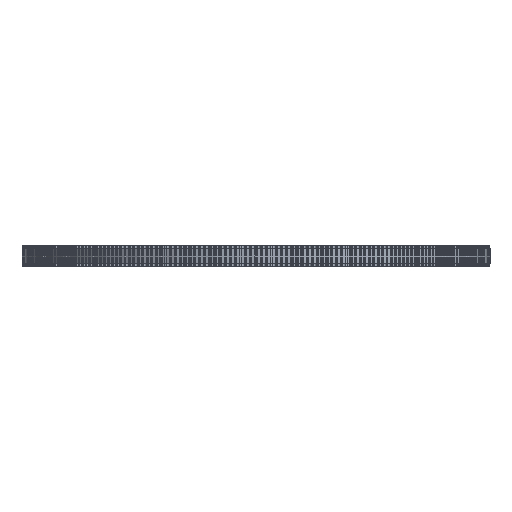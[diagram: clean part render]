
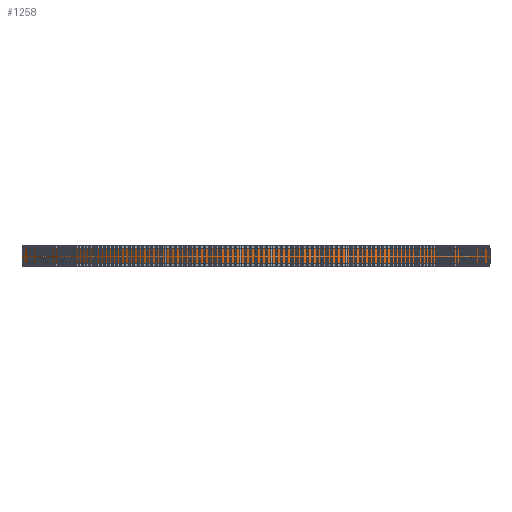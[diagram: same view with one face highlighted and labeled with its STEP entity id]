
A CAD part, front view. The second image highlights one B-rep face of the part: STEP entity #1258.
In plain terms, the highlighted cylindrical face has radius 90.4 mm (diameter 180.8 mm), a full revolution.
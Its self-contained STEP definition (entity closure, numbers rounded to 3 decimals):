
#97=FACE_BOUND('',#4672,.T.);
#98=FACE_BOUND('',#4673,.T.);
#1258=ADVANCED_FACE('',(#97,#98),#2395,.T.);
#2395=CYLINDRICAL_SURFACE('',#25135,90.4);
#4672=EDGE_LOOP('',(#13762));
#4673=EDGE_LOOP('',(#13763));
#13762=ORIENTED_EDGE('',*,*,#19446,.T.);
#13763=ORIENTED_EDGE('',*,*,#19447,.T.);
#16036=VERTEX_POINT('',#39920);
#16037=VERTEX_POINT('',#39922);
#19446=EDGE_CURVE('',#16036,#16036,#21720,.T.);
#19447=EDGE_CURVE('',#16037,#16037,#21721,.T.);
#21720=CIRCLE('',#25133,90.4);
#21721=CIRCLE('',#25134,90.4);
#25133=AXIS2_PLACEMENT_3D('',#39919,#33094,#33095);
#25134=AXIS2_PLACEMENT_3D('',#39921,#33096,#33097);
#25135=AXIS2_PLACEMENT_3D('',#39923,#33098,#33099);
#33094=DIRECTION('',(0.,0.,1.));
#33095=DIRECTION('',(1.,0.,0.));
#33096=DIRECTION('',(0.,0.,-1.));
#33097=DIRECTION('',(1.,0.,0.));
#33098=DIRECTION('',(0.,0.,1.));
#33099=DIRECTION('',(1.,0.,0.));
#39919=CARTESIAN_POINT('',(0.,0.,1.));
#39920=CARTESIAN_POINT('',(90.4,0.,1.));
#39921=CARTESIAN_POINT('',(0.,0.,7.));
#39922=CARTESIAN_POINT('',(90.4,0.,7.));
#39923=CARTESIAN_POINT('',(0.,0.,1.));
